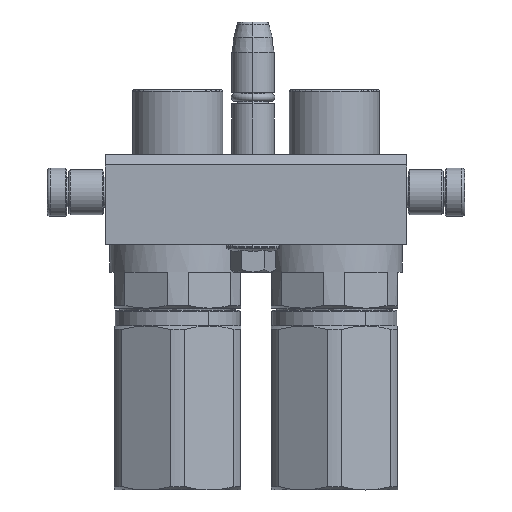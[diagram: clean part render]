
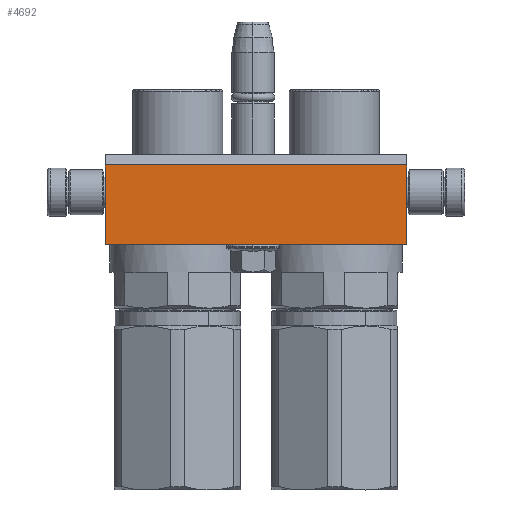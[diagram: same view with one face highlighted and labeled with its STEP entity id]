
A CAD part, left-side view. The second image highlights one B-rep face of the part: STEP entity #4692.
In plain terms, the highlighted face is planar.
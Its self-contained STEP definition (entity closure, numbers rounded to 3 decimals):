
#828 = DIRECTION ( 'NONE',  ( 0., 1., 0. ) ) ;
#1342 = DIRECTION ( 'NONE',  ( 0., 1., 0. ) ) ;
#2682 = CARTESIAN_POINT ( 'NONE',  ( 50., -15., 56. ) ) ;
#2857 = CARTESIAN_POINT ( 'NONE',  ( 50., 11.536, 56. ) ) ;
#3381 = ORIENTED_EDGE ( 'NONE', *, *, #37842, .F. ) ;
#4692 = ADVANCED_FACE ( 'NONE', ( #15462 ), #36501, .T. ) ;
#5281 = CARTESIAN_POINT ( 'NONE',  ( -50., 11.536, 56. ) ) ;
#5433 = VECTOR ( 'NONE', #1342, 1000. ) ;
#6497 = EDGE_CURVE ( 'NONE', #17477, #30461, #11067, .T. ) ;
#8196 = EDGE_CURVE ( 'NONE', #10104, #11529, #15137, .T. ) ;
#8372 = CARTESIAN_POINT ( 'NONE',  ( -50., -15., 56. ) ) ;
#9041 = DIRECTION ( 'NONE',  ( 1., 0., 0. ) ) ;
#9703 = ORIENTED_EDGE ( 'NONE', *, *, #6497, .T. ) ;
#10104 = VERTEX_POINT ( 'NONE', #5281 ) ;
#11067 = LINE ( 'NONE', #29360, #18463 ) ;
#11379 = VECTOR ( 'NONE', #16646, 1000. ) ;
#11529 = VERTEX_POINT ( 'NONE', #2857 ) ;
#14779 = ORIENTED_EDGE ( 'NONE', *, *, #33072, .T. ) ;
#15137 = LINE ( 'NONE', #19767, #11379 ) ;
#15304 = DIRECTION ( 'NONE',  ( 0., 0., 1. ) ) ;
#15462 = FACE_OUTER_BOUND ( 'NONE', #35455, .T. ) ;
#16646 = DIRECTION ( 'NONE',  ( 1., 0., 0. ) ) ;
#17477 = VERTEX_POINT ( 'NONE', #8372 ) ;
#18233 = VECTOR ( 'NONE', #828, 1000. ) ;
#18293 = DIRECTION ( 'NONE',  ( 1., 0., 0. ) ) ;
#18463 = VECTOR ( 'NONE', #9041, 1000. ) ;
#19767 = CARTESIAN_POINT ( 'NONE',  ( -50., 11.536, 56. ) ) ;
#20074 = CARTESIAN_POINT ( 'NONE',  ( 50., -15., 56. ) ) ;
#24297 = CARTESIAN_POINT ( 'NONE',  ( -50., -15., 56. ) ) ;
#26873 = ORIENTED_EDGE ( 'NONE', *, *, #8196, .F. ) ;
#29360 = CARTESIAN_POINT ( 'NONE',  ( -50., -15., 56. ) ) ;
#30325 = LINE ( 'NONE', #2682, #18233 ) ;
#30461 = VERTEX_POINT ( 'NONE', #20074 ) ;
#32081 = AXIS2_PLACEMENT_3D ( 'NONE', #24297, #15304, #18293 ) ;
#33072 = EDGE_CURVE ( 'NONE', #30461, #11529, #30325, .T. ) ;
#34003 = CARTESIAN_POINT ( 'NONE',  ( -50., -15., 56. ) ) ;
#35455 = EDGE_LOOP ( 'NONE', ( #3381, #9703, #14779, #26873 ) ) ;
#35677 = LINE ( 'NONE', #34003, #5433 ) ;
#36501 = PLANE ( 'NONE',  #32081 ) ;
#37842 = EDGE_CURVE ( 'NONE', #17477, #10104, #35677, .T. ) ;
